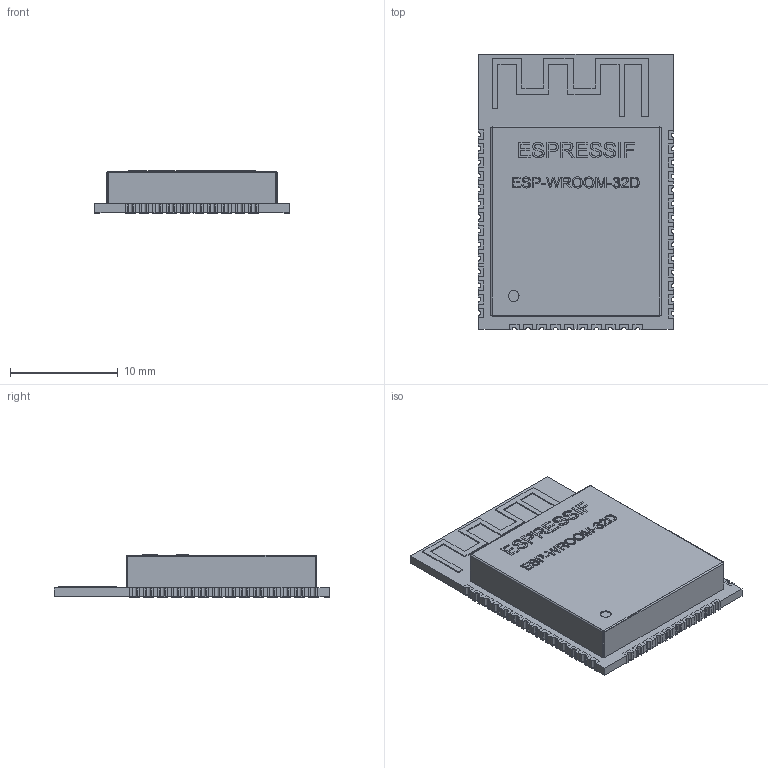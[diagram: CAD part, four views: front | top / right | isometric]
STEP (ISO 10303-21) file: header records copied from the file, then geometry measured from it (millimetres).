
FILE_DESCRIPTION(('FreeCAD Model'),'2;1');
FILE_NAME('Open CASCADE Shape Model','2025-02-24T17:17:17',(''),(''), 'Open CASCADE STEP processor 7.6','FreeCAD','Unknown');
FILE_SCHEMA(('AUTOMOTIVE_DESIGN { 1 0 10303 214 1 1 1 1 }'));
Length unit declared in the file: millimetre
Products named in the file (33): esp32_wr_32D_module; PCB_mince; Box; Text_ESP045; Text_ESP32; Text_ESP033; Text_ESP034; Text_ESP035; Text_ESP036; Text_ESP037; Text_ESP038; Text_ESP039; Text_ESP040; Text_ESP041; Text_ESP042; Text_ESP043; Text_ESP044; Text_Espressif009; Text_Espressif; Text_Espressif001; Text_Espressif002; Text_Espressif003; Text_Espressif004; Text_Espressif005; Text_Espressif006; Text_Espressif007; Text_Espressif008; Pins_H; pin_001; Pins_Left; pin_011; Pins_Right; pin_026
Assembly tree (67 placements, depth 3):
  esp32_wr_32D_module
    PCB_mince
    Box
    Text_ESP045
      Text_ESP32
      Text_ESP033
      Text_ESP034
      Text_ESP035
      Text_ESP036
      Text_ESP037
      Text_ESP038
      Text_ESP039
      Text_ESP040
      Text_ESP041
      Text_ESP042
      Text_ESP043
      Text_ESP044
    Text_Espressif009
      Text_Espressif
      Text_Espressif001
      Text_Espressif002
      Text_Espressif003
      Text_Espressif004
      Text_Espressif005
      Text_Espressif006
      Text_Espressif007
      Text_Espressif008
    Pins_H
      pin_001  x10
    Pins_Left
      pin_011  x14
    Pins_Right
      pin_026  x14
Bounding box: 18.1 x 25.55 x 3.9 mm (x, y, z)
Volume: 426.2 mm3; surface area: 2098.4 mm2
Topology: 62 solids, 62 shells, 1004 faces, 2649 edges, 1770 vertices
Faces by surface type: plane 624, extrusion 295, cylinder 85
Full cylindrical faces by diameter (mm): 1 x1
Entity records: 46206 total; most frequent: CARTESIAN_POINT 10369, DIRECTION 5514, VECTOR 4286, LINE 3991, ORIENTED_EDGE 3618, PCURVE 3618, DEFINITIONAL_REPRESENTATION 3618, EDGE_CURVE 1809
